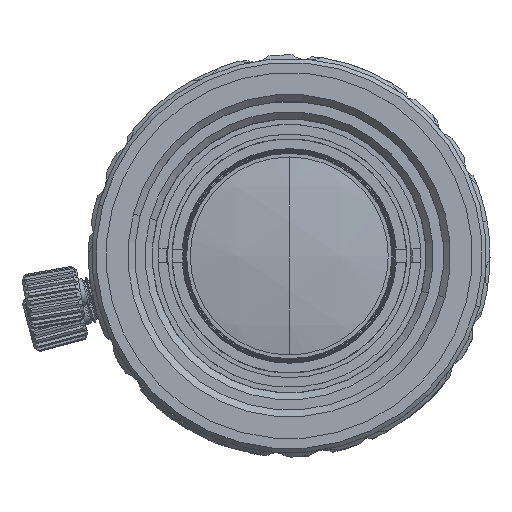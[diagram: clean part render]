
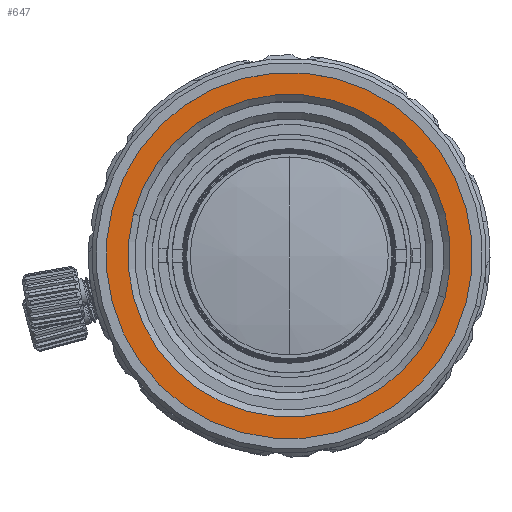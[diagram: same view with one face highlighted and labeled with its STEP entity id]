
A CAD part, top view. The second image highlights one B-rep face of the part: STEP entity #647.
In plain terms, the highlighted planar face has unit normal (0, 0, 1).
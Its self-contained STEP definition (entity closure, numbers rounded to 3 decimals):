
#369 = AXIS2_PLACEMENT_3D ( 'NONE', #42889, #43402, #47185 ) ;
#647 = ADVANCED_FACE ( 'NONE', ( #12908, #38198 ), #29318, .F. ) ;
#3857 = EDGE_LOOP ( 'NONE', ( #45546, #23416 ) ) ;
#7242 = CIRCLE ( 'NONE', #369, 11.65 ) ;
#7345 = CIRCLE ( 'NONE', #32252, 13.65 ) ;
#7882 = CARTESIAN_POINT ( 'NONE',  ( 0., 0., 26.105 ) ) ;
#8204 = EDGE_LOOP ( 'NONE', ( #17048, #12112 ) ) ;
#8864 = DIRECTION ( 'NONE',  ( -0.966, 0.259, 0. ) ) ;
#9007 = EDGE_CURVE ( 'NONE', #29535, #36024, #9196, .T. ) ;
#9196 = CIRCLE ( 'NONE', #17810, 11.65 ) ;
#12112 = ORIENTED_EDGE ( 'NONE', *, *, #9007, .F. ) ;
#12908 = FACE_OUTER_BOUND ( 'NONE', #3857, .T. ) ;
#12920 = CARTESIAN_POINT ( 'NONE',  ( 0., 0., 26.105 ) ) ;
#13594 = DIRECTION ( 'NONE',  ( 0.966, -0.259, 0. ) ) ;
#13725 = DIRECTION ( 'NONE',  ( 0., 0., -1. ) ) ;
#13859 = CARTESIAN_POINT ( 'NONE',  ( 0., 0., 26.105 ) ) ;
#14206 = AXIS2_PLACEMENT_3D ( 'NONE', #7882, #49646, #28866 ) ;
#16127 = VERTEX_POINT ( 'NONE', #43286 ) ;
#16406 = DIRECTION ( 'NONE',  ( 0., 0., -1. ) ) ;
#16767 = CARTESIAN_POINT ( 'NONE',  ( -11.253, 3.015, 26.105 ) ) ;
#17048 = ORIENTED_EDGE ( 'NONE', *, *, #27706, .F. ) ;
#17362 = DIRECTION ( 'NONE',  ( 0., 0., 1. ) ) ;
#17810 = AXIS2_PLACEMENT_3D ( 'NONE', #13859, #17362, #13594 ) ;
#22138 = CARTESIAN_POINT ( 'NONE',  ( 11.253, -3.015, 26.105 ) ) ;
#23416 = ORIENTED_EDGE ( 'NONE', *, *, #23909, .F. ) ;
#23565 = CARTESIAN_POINT ( 'NONE',  ( 13.185, -3.533, 26.105 ) ) ;
#23909 = EDGE_CURVE ( 'NONE', #42899, #16127, #34850, .T. ) ;
#24754 = CARTESIAN_POINT ( 'NONE',  ( 0., 0., 26.105 ) ) ;
#27706 = EDGE_CURVE ( 'NONE', #36024, #29535, #7242, .T. ) ;
#28866 = DIRECTION ( 'NONE',  ( -0.966, 0.259, 0. ) ) ;
#29318 = PLANE ( 'NONE',  #32063 ) ;
#29535 = VERTEX_POINT ( 'NONE', #16767 ) ;
#32063 = AXIS2_PLACEMENT_3D ( 'NONE', #24754, #16406, #32820 ) ;
#32252 = AXIS2_PLACEMENT_3D ( 'NONE', #12920, #13725, #8864 ) ;
#32820 = DIRECTION ( 'NONE',  ( 0., -1., 0. ) ) ;
#34850 = CIRCLE ( 'NONE', #14206, 13.65 ) ;
#36024 = VERTEX_POINT ( 'NONE', #22138 ) ;
#38198 = FACE_BOUND ( 'NONE', #8204, .T. ) ;
#42889 = CARTESIAN_POINT ( 'NONE',  ( 0., 0., 26.105 ) ) ;
#42899 = VERTEX_POINT ( 'NONE', #23565 ) ;
#43286 = CARTESIAN_POINT ( 'NONE',  ( -13.185, 3.533, 26.105 ) ) ;
#43402 = DIRECTION ( 'NONE',  ( 0., 0., 1. ) ) ;
#45546 = ORIENTED_EDGE ( 'NONE', *, *, #47472, .F. ) ;
#47185 = DIRECTION ( 'NONE',  ( 0.966, -0.259, 0. ) ) ;
#47472 = EDGE_CURVE ( 'NONE', #16127, #42899, #7345, .T. ) ;
#49646 = DIRECTION ( 'NONE',  ( 0., 0., -1. ) ) ;
